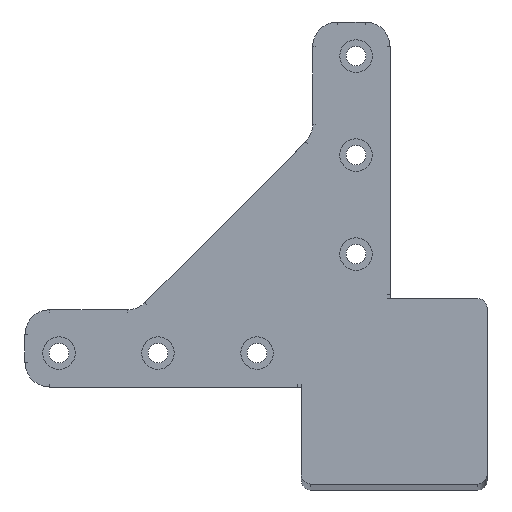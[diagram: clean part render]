
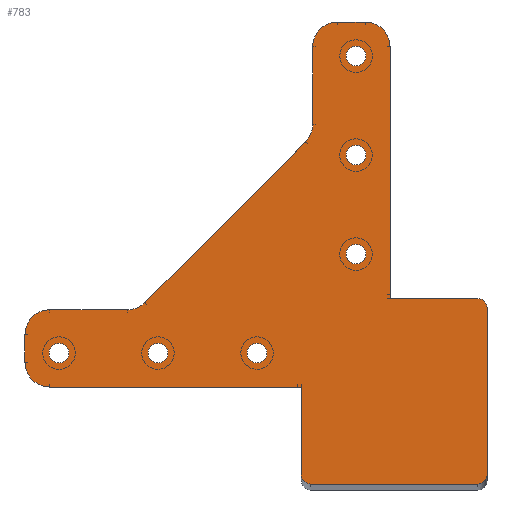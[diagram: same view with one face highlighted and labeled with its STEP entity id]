
A CAD part, top view. The second image highlights one B-rep face of the part: STEP entity #783.
In plain terms, the highlighted planar face has unit normal (0, 0, 1).
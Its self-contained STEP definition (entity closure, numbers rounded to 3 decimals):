
#783=ADVANCED_FACE('',(#1044,#1045,#1046,#1047,#1048,#1049,#1050),#1051,.F.);
#1044=FACE_OUTER_BOUND('',#1657,.T.);
#1045=FACE_BOUND('',#1658,.T.);
#1046=FACE_BOUND('',#1659,.T.);
#1047=FACE_BOUND('',#1660,.T.);
#1048=FACE_BOUND('',#1661,.T.);
#1049=FACE_BOUND('',#1662,.T.);
#1050=FACE_BOUND('',#1663,.T.);
#1051=PLANE('',#1664);
#1657=EDGE_LOOP('',(#2149,#2150,#2151,#2152,#2153,#2154,#2155,#2156,#2157,#2158,#2159,#2160,#2161,#2162,#2163,#2164,#2165,#2166,#2167,#2168));
#1658=EDGE_LOOP('',(#2169));
#1659=EDGE_LOOP('',(#2170));
#1660=EDGE_LOOP('',(#2171));
#1661=EDGE_LOOP('',(#2172));
#1662=EDGE_LOOP('',(#2173));
#1663=EDGE_LOOP('',(#2174));
#1664=AXIS2_PLACEMENT_3D('',#2175,#2176,#2177);
#2149=ORIENTED_EDGE('',*,*,#2513,.F.);
#2150=ORIENTED_EDGE('',*,*,#2514,.F.);
#2151=ORIENTED_EDGE('',*,*,#2515,.F.);
#2152=ORIENTED_EDGE('',*,*,#2499,.F.);
#2153=ORIENTED_EDGE('',*,*,#2447,.T.);
#2154=ORIENTED_EDGE('',*,*,#2448,.F.);
#2155=ORIENTED_EDGE('',*,*,#2452,.T.);
#2156=ORIENTED_EDGE('',*,*,#2453,.F.);
#2157=ORIENTED_EDGE('',*,*,#2458,.T.);
#2158=ORIENTED_EDGE('',*,*,#2459,.F.);
#2159=ORIENTED_EDGE('',*,*,#2464,.T.);
#2160=ORIENTED_EDGE('',*,*,#2465,.F.);
#2161=ORIENTED_EDGE('',*,*,#2470,.T.);
#2162=ORIENTED_EDGE('',*,*,#2471,.F.);
#2163=ORIENTED_EDGE('',*,*,#2475,.T.);
#2164=ORIENTED_EDGE('',*,*,#2512,.T.);
#2165=ORIENTED_EDGE('',*,*,#2516,.F.);
#2166=ORIENTED_EDGE('',*,*,#2517,.F.);
#2167=ORIENTED_EDGE('',*,*,#2518,.F.);
#2168=ORIENTED_EDGE('',*,*,#2519,.F.);
#2169=ORIENTED_EDGE('',*,*,#2396,.T.);
#2170=ORIENTED_EDGE('',*,*,#2398,.T.);
#2171=ORIENTED_EDGE('',*,*,#2400,.T.);
#2172=ORIENTED_EDGE('',*,*,#2402,.T.);
#2173=ORIENTED_EDGE('',*,*,#2404,.T.);
#2174=ORIENTED_EDGE('',*,*,#2406,.T.);
#2175=CARTESIAN_POINT('',(-22.125,-471.519,876.98));
#2176=DIRECTION('',(0.0,0.0,-1.0));
#2177=DIRECTION('',(0.0,-1.0,0.0));
#2396=EDGE_CURVE('',#2650,#2650,#2651,.T.);
#2398=EDGE_CURVE('',#2654,#2654,#2655,.T.);
#2400=EDGE_CURVE('',#2658,#2658,#2659,.T.);
#2402=EDGE_CURVE('',#2662,#2662,#2663,.T.);
#2404=EDGE_CURVE('',#2666,#2666,#2667,.T.);
#2406=EDGE_CURVE('',#2670,#2670,#2671,.T.);
#2447=EDGE_CURVE('',#2743,#2746,#2748,.T.);
#2448=EDGE_CURVE('',#2749,#2746,#2750,.T.);
#2452=EDGE_CURVE('',#2749,#2754,#2756,.T.);
#2453=EDGE_CURVE('',#2757,#2754,#2758,.T.);
#2458=EDGE_CURVE('',#2757,#2764,#2766,.T.);
#2459=EDGE_CURVE('',#2767,#2764,#2768,.T.);
#2464=EDGE_CURVE('',#2767,#2774,#2776,.T.);
#2465=EDGE_CURVE('',#2777,#2774,#2778,.T.);
#2470=EDGE_CURVE('',#2777,#2783,#2785,.T.);
#2471=EDGE_CURVE('',#2786,#2783,#2787,.T.);
#2475=EDGE_CURVE('',#2786,#2791,#2793,.T.);
#2499=EDGE_CURVE('',#2743,#2831,#2832,.T.);
#2512=EDGE_CURVE('',#2791,#2844,#2846,.T.);
#2513=EDGE_CURVE('',#2847,#2848,#2849,.T.);
#2514=EDGE_CURVE('',#2850,#2847,#2851,.T.);
#2515=EDGE_CURVE('',#2831,#2850,#2852,.T.);
#2516=EDGE_CURVE('',#2853,#2844,#2854,.T.);
#2517=EDGE_CURVE('',#2855,#2853,#2856,.T.);
#2518=EDGE_CURVE('',#2857,#2855,#2858,.T.);
#2519=EDGE_CURVE('',#2848,#2857,#2859,.T.);
#2650=VERTEX_POINT('',#2943);
#2651=CIRCLE('',#2944,3.2);
#2654=VERTEX_POINT('',#2947);
#2655=CIRCLE('',#2948,3.2);
#2658=VERTEX_POINT('',#2951);
#2659=CIRCLE('',#2952,3.2);
#2662=VERTEX_POINT('',#2955);
#2663=CIRCLE('',#2956,3.2);
#2666=VERTEX_POINT('',#2959);
#2667=CIRCLE('',#2960,3.2);
#2670=VERTEX_POINT('',#2963);
#2671=CIRCLE('',#2964,3.2);
#2743=VERTEX_POINT('',#3094);
#2746=VERTEX_POINT('',#3098);
#2748=CIRCLE('',#3101,8.0);
#2749=VERTEX_POINT('',#3102);
#2750=LINE('',#3103,#3104);
#2754=VERTEX_POINT('',#3109);
#2756=CIRCLE('',#3112,8.0);
#2757=VERTEX_POINT('',#3113);
#2758=LINE('',#3114,#3115);
#2764=VERTEX_POINT('',#3123);
#2766=CIRCLE('',#3126,8.);
#2767=VERTEX_POINT('',#3127);
#2768=LINE('',#3128,#3129);
#2774=VERTEX_POINT('',#3137);
#2776=CIRCLE('',#3140,8.);
#2777=VERTEX_POINT('',#3141);
#2778=LINE('',#3142,#3143);
#2783=VERTEX_POINT('',#3150);
#2785=CIRCLE('',#3153,8.0);
#2786=VERTEX_POINT('',#3154);
#2787=LINE('',#3155,#3156);
#2791=VERTEX_POINT('',#3161);
#2793=CIRCLE('',#3164,8.0);
#2831=VERTEX_POINT('',#3209);
#2832=LINE('',#3210,#3211);
#2844=VERTEX_POINT('',#3234);
#2846=LINE('',#3237,#3238);
#2847=VERTEX_POINT('',#3239);
#2848=VERTEX_POINT('',#3240);
#2849=LINE('',#3241,#3242);
#2850=VERTEX_POINT('',#3243);
#2851=CIRCLE('',#3244,3.0);
#2852=LINE('',#3245,#3246);
#2853=VERTEX_POINT('',#3247);
#2854=LINE('',#3248,#3249);
#2855=VERTEX_POINT('',#3250);
#2856=CIRCLE('',#3251,3.);
#2857=VERTEX_POINT('',#3252);
#2858=LINE('',#3253,#3254);
#2859=CIRCLE('',#3255,3.);
#2943=CARTESIAN_POINT('',(-64.485,-336.359,876.98));
#2944=AXIS2_PLACEMENT_3D('',#3294,#3295,#3296);
#2947=CARTESIAN_POINT('',(-64.485,-368.359,876.98));
#2948=AXIS2_PLACEMENT_3D('',#3300,#3301,#3302);
#2951=CARTESIAN_POINT('',(-64.485,-400.359,876.98));
#2952=AXIS2_PLACEMENT_3D('',#3306,#3307,#3308);
#2955=CARTESIAN_POINT('',(-160.485,-432.359,876.98));
#2956=AXIS2_PLACEMENT_3D('',#3312,#3313,#3314);
#2959=CARTESIAN_POINT('',(-128.485,-432.359,876.98));
#2960=AXIS2_PLACEMENT_3D('',#3318,#3319,#3320);
#2963=CARTESIAN_POINT('',(-96.485,-432.359,876.98));
#2964=AXIS2_PLACEMENT_3D('',#3324,#3325,#3326);
#3094=CARTESIAN_POINT('',(-53.485,-330.159,876.98));
#3098=CARTESIAN_POINT('',(-61.485,-322.159,876.98));
#3101=AXIS2_PLACEMENT_3D('',#3400,#3401,#3402);
#3102=CARTESIAN_POINT('',(-70.485,-322.159,876.98));
#3103=CARTESIAN_POINT('',(-70.485,-322.159,876.98));
#3104=VECTOR('',#3403,9.);
#3109=CARTESIAN_POINT('',(-78.485,-330.159,876.98));
#3112=AXIS2_PLACEMENT_3D('',#3409,#3410,#3411);
#3113=CARTESIAN_POINT('',(-78.485,-355.277,876.98));
#3114=CARTESIAN_POINT('',(-78.485,-355.277,876.98));
#3115=VECTOR('',#3412,25.118);
#3123=CARTESIAN_POINT('',(-80.828,-360.934,876.98));
#3126=AXIS2_PLACEMENT_3D('',#3419,#3420,#3421);
#3127=CARTESIAN_POINT('',(-132.71,-412.816,876.98));
#3128=CARTESIAN_POINT('',(-132.71,-412.816,876.98));
#3129=VECTOR('',#3422,73.373);
#3137=CARTESIAN_POINT('',(-138.367,-415.159,876.98));
#3140=AXIS2_PLACEMENT_3D('',#3429,#3430,#3431);
#3141=CARTESIAN_POINT('',(-163.485,-415.159,876.98));
#3142=CARTESIAN_POINT('',(-163.485,-415.159,876.98));
#3143=VECTOR('',#3432,25.118);
#3150=CARTESIAN_POINT('',(-171.485,-423.159,876.98));
#3153=AXIS2_PLACEMENT_3D('',#3439,#3440,#3441);
#3154=CARTESIAN_POINT('',(-171.485,-432.159,876.98));
#3155=CARTESIAN_POINT('',(-171.485,-432.159,876.98));
#3156=VECTOR('',#3442,9.);
#3161=CARTESIAN_POINT('',(-163.485,-440.159,876.98));
#3164=AXIS2_PLACEMENT_3D('',#3448,#3449,#3450);
#3209=CARTESIAN_POINT('',(-53.485,-411.509,876.98));
#3210=CARTESIAN_POINT('',(-53.485,-330.159,876.98));
#3211=VECTOR('',#3506,81.35);
#3234=CARTESIAN_POINT('',(-82.135,-440.159,876.98));
#3237=CARTESIAN_POINT('',(-163.485,-440.159,876.98));
#3238=VECTOR('',#3519,81.35);
#3239=CARTESIAN_POINT('',(-22.135,-414.509,876.98));
#3240=CARTESIAN_POINT('',(-22.135,-468.509,876.98));
#3241=CARTESIAN_POINT('',(-22.135,-414.509,876.98));
#3242=VECTOR('',#3520,54.0);
#3243=CARTESIAN_POINT('',(-25.135,-411.509,876.98));
#3244=AXIS2_PLACEMENT_3D('',#3521,#3522,#3523);
#3245=CARTESIAN_POINT('',(-53.485,-411.509,876.98));
#3246=VECTOR('',#3524,28.35);
#3247=CARTESIAN_POINT('',(-82.135,-468.509,876.98));
#3248=CARTESIAN_POINT('',(-82.135,-468.509,876.98));
#3249=VECTOR('',#3525,28.35);
#3250=CARTESIAN_POINT('',(-79.135,-471.509,876.98));
#3251=AXIS2_PLACEMENT_3D('',#3526,#3527,#3528);
#3252=CARTESIAN_POINT('',(-25.135,-471.509,876.98));
#3253=CARTESIAN_POINT('',(-25.135,-471.509,876.98));
#3254=VECTOR('',#3529,54.0);
#3255=AXIS2_PLACEMENT_3D('',#3530,#3531,#3532);
#3294=CARTESIAN_POINT('',(-64.485,-333.159,876.98));
#3295=DIRECTION('',(0.0,0.0,-1.0));
#3296=DIRECTION('',(0.,1.0,0.0));
#3300=CARTESIAN_POINT('',(-64.485,-365.159,876.98));
#3301=DIRECTION('',(0.0,0.0,-1.0));
#3302=DIRECTION('',(0.,1.0,0.0));
#3306=CARTESIAN_POINT('',(-64.485,-397.159,876.98));
#3307=DIRECTION('',(0.0,0.0,-1.0));
#3308=DIRECTION('',(0.,1.0,0.0));
#3312=CARTESIAN_POINT('',(-160.485,-429.159,876.98));
#3313=DIRECTION('',(0.0,0.0,-1.0));
#3314=DIRECTION('',(0.,1.0,0.0));
#3318=CARTESIAN_POINT('',(-128.485,-429.159,876.98));
#3319=DIRECTION('',(0.0,0.0,-1.0));
#3320=DIRECTION('',(0.,1.0,0.0));
#3324=CARTESIAN_POINT('',(-96.485,-429.159,876.98));
#3325=DIRECTION('',(0.0,0.0,-1.0));
#3326=DIRECTION('',(0.,1.0,0.0));
#3400=CARTESIAN_POINT('',(-61.485,-330.159,876.98));
#3401=DIRECTION('',(0.0,0.0,1.0));
#3402=DIRECTION('',(1.0,0.0,0.0));
#3403=DIRECTION('',(1.0,0.0,0.0));
#3409=CARTESIAN_POINT('',(-70.485,-330.159,876.98));
#3410=DIRECTION('',(0.0,0.0,1.0));
#3411=DIRECTION('',(0.,1.0,0.0));
#3412=DIRECTION('',(0.0,1.0,0.0));
#3419=CARTESIAN_POINT('',(-86.485,-355.277,876.98));
#3420=DIRECTION('',(0.0,0.0,-1.0));
#3421=DIRECTION('',(1.0,0.,0.0));
#3422=DIRECTION('',(0.707,0.707,0.0));
#3429=CARTESIAN_POINT('',(-138.367,-407.159,876.98));
#3430=DIRECTION('',(0.,0.,-1.0));
#3431=DIRECTION('',(0.707,-0.707,0.0));
#3432=DIRECTION('',(1.0,0.0,0.0));
#3439=CARTESIAN_POINT('',(-163.485,-423.159,876.98));
#3440=DIRECTION('',(0.0,-0.0,1.0));
#3441=DIRECTION('',(0.0,1.0,0.0));
#3442=DIRECTION('',(0.0,1.0,0.0));
#3448=CARTESIAN_POINT('',(-163.485,-432.159,876.98));
#3449=DIRECTION('',(0.0,0.0,1.0));
#3450=DIRECTION('',(-1.0,0.0,0.0));
#3506=DIRECTION('',(0.0,-1.0,0.0));
#3519=DIRECTION('',(1.0,0.0,0.0));
#3520=DIRECTION('',(0.0,-1.0,0.0));
#3521=CARTESIAN_POINT('',(-25.135,-414.509,876.98));
#3522=DIRECTION('',(0.0,0.0,-1.0));
#3523=DIRECTION('',(0.,1.0,0.0));
#3524=DIRECTION('',(1.0,0.0,0.0));
#3525=DIRECTION('',(0.0,1.0,0.0));
#3526=CARTESIAN_POINT('',(-79.135,-468.509,876.98));
#3527=DIRECTION('',(-0.0,0.0,-1.0));
#3528=DIRECTION('',(-1.0,0.,0.0));
#3529=DIRECTION('',(-1.0,0.0,0.0));
#3530=CARTESIAN_POINT('',(-25.135,-468.509,876.98));
#3531=DIRECTION('',(0.0,0.0,-1.0));
#3532=DIRECTION('',(1.0,0.,0.0));
